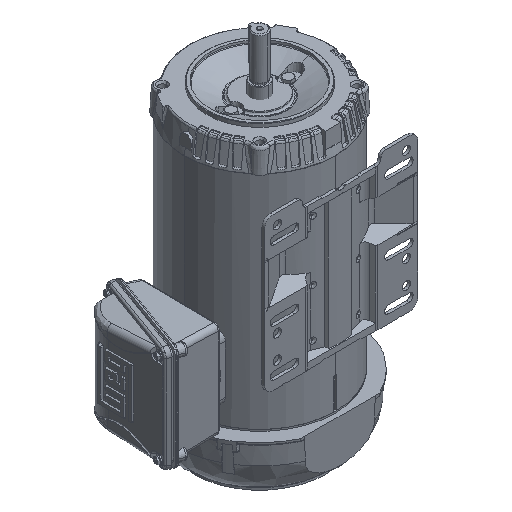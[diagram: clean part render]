
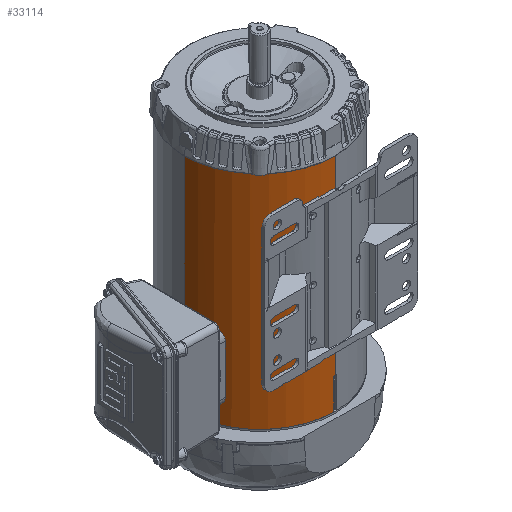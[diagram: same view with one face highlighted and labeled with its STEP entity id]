
A CAD part, isometric view. The second image highlights one B-rep face of the part: STEP entity #33114.
In plain terms, the highlighted cylindrical face has radius 81.875 mm (diameter 163.75 mm), a partial arc.
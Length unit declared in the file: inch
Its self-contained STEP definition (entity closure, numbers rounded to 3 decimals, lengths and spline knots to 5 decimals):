
#671 = AXIS2_PLACEMENT_3D ( 'NONE', #51390, #13649, #19369 ) ;
#1867 = CARTESIAN_POINT ( 'NONE',  ( -3.22343, 0., 0. ) ) ;
#3545 = EDGE_CURVE ( 'NONE', #40537, #51364, #27467, .T. ) ;
#4081 = CARTESIAN_POINT ( 'NONE',  ( 0., 0., -8.12988 ) ) ;
#4306 = EDGE_CURVE ( 'NONE', #36092, #24692, #58400, .T. ) ;
#5291 = ORIENTED_EDGE ( 'NONE', *, *, #3545, .T. ) ;
#6245 = ORIENTED_EDGE ( 'NONE', *, *, #58395, .T. ) ;
#7690 = CIRCLE ( 'NONE', #15371, 3.22343 ) ;
#9378 = CARTESIAN_POINT ( 'NONE',  ( 0., 0., 21.29054 ) ) ;
#9638 = LINE ( 'NONE', #38304, #39440 ) ;
#9963 = CYLINDRICAL_SURFACE ( 'NONE', #17758, 3.22343 ) ;
#12879 = EDGE_LOOP ( 'NONE', ( #17724, #5291, #6245, #57366, #19622, #33553 ) ) ;
#13649 = DIRECTION ( 'NONE',  ( 0., 0., -1. ) ) ;
#14338 = DIRECTION ( 'NONE',  ( -1., 0., 0. ) ) ;
#15067 = AXIS2_PLACEMENT_3D ( 'NONE', #4081, #45447, #21918 ) ;
#15371 = AXIS2_PLACEMENT_3D ( 'NONE', #59633, #55098, #14338 ) ;
#16878 = CARTESIAN_POINT ( 'NONE',  ( -3.22343, 0., -9.44882 ) ) ;
#17724 = ORIENTED_EDGE ( 'NONE', *, *, #31882, .T. ) ;
#17758 = AXIS2_PLACEMENT_3D ( 'NONE', #9378, #32886, #54964 ) ;
#18798 = CARTESIAN_POINT ( 'NONE',  ( -0.00056, -3.22343, -8.12988 ) ) ;
#19369 = DIRECTION ( 'NONE',  ( -1., 0., 0. ) ) ;
#19622 = ORIENTED_EDGE ( 'NONE', *, *, #31589, .T. ) ;
#21918 = DIRECTION ( 'NONE',  ( -1., 0., 0. ) ) ;
#23462 = VERTEX_POINT ( 'NONE', #18798 ) ;
#23492 = DIRECTION ( 'NONE',  ( 0., 0., 1. ) ) ;
#24692 = VERTEX_POINT ( 'NONE', #28762 ) ;
#26300 = EDGE_CURVE ( 'NONE', #23462, #51132, #9638, .T. ) ;
#27467 = LINE ( 'NONE', #31421, #53689 ) ;
#27623 = CIRCLE ( 'NONE', #671, 3.22343 ) ;
#28762 = CARTESIAN_POINT ( 'NONE',  ( -0.05906, -3.22289, -8.12988 ) ) ;
#30906 = DIRECTION ( 'NONE',  ( 0., 0., 1. ) ) ;
#31421 = CARTESIAN_POINT ( 'NONE',  ( -3.22343, 0., 21.29054 ) ) ;
#31589 = EDGE_CURVE ( 'NONE', #24692, #23462, #41125, .T. ) ;
#31882 = EDGE_CURVE ( 'NONE', #51132, #40537, #27623, .T. ) ;
#32886 = DIRECTION ( 'NONE',  ( 0., 0., -1. ) ) ;
#33114 = ADVANCED_FACE ( 'NONE', ( #51626 ), #9963, .T. ) ;
#33553 = ORIENTED_EDGE ( 'NONE', *, *, #26300, .T. ) ;
#36092 = VERTEX_POINT ( 'NONE', #43405 ) ;
#38304 = CARTESIAN_POINT ( 'NONE',  ( -0.00056, -3.22343, 21.29054 ) ) ;
#39109 = CARTESIAN_POINT ( 'NONE',  ( -0.05906, -3.22289, 21.29054 ) ) ;
#39440 = VECTOR ( 'NONE', #23492, 39.37008 ) ;
#40537 = VERTEX_POINT ( 'NONE', #1867 ) ;
#41125 = CIRCLE ( 'NONE', #15067, 3.22343 ) ;
#43405 = CARTESIAN_POINT ( 'NONE',  ( -0.05906, -3.22289, -9.44882 ) ) ;
#45341 = DIRECTION ( 'NONE',  ( 0., 0., -1. ) ) ;
#45447 = DIRECTION ( 'NONE',  ( 0., 0., 1. ) ) ;
#51132 = VERTEX_POINT ( 'NONE', #58917 ) ;
#51364 = VERTEX_POINT ( 'NONE', #16878 ) ;
#51390 = CARTESIAN_POINT ( 'NONE',  ( 0., 0., 0. ) ) ;
#51626 = FACE_OUTER_BOUND ( 'NONE', #12879, .T. ) ;
#53689 = VECTOR ( 'NONE', #45341, 39.37008 ) ;
#54964 = DIRECTION ( 'NONE',  ( -1., 0., 0. ) ) ;
#55098 = DIRECTION ( 'NONE',  ( 0., 0., 1. ) ) ;
#57366 = ORIENTED_EDGE ( 'NONE', *, *, #4306, .T. ) ;
#58395 = EDGE_CURVE ( 'NONE', #51364, #36092, #7690, .T. ) ;
#58400 = LINE ( 'NONE', #39109, #59500 ) ;
#58917 = CARTESIAN_POINT ( 'NONE',  ( -0.00056, -3.22343, 0. ) ) ;
#59500 = VECTOR ( 'NONE', #30906, 39.37008 ) ;
#59633 = CARTESIAN_POINT ( 'NONE',  ( 0., 0., -9.44882 ) ) ;
